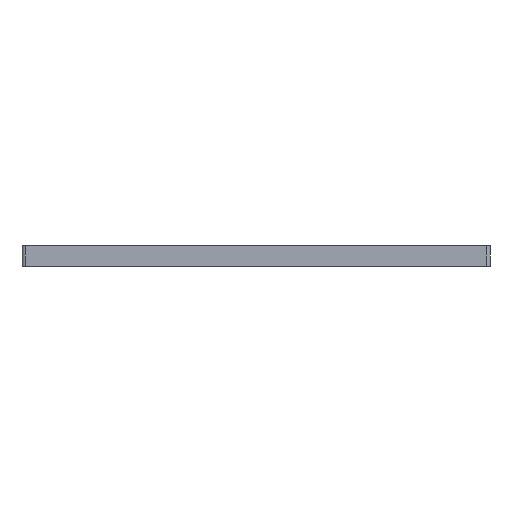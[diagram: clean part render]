
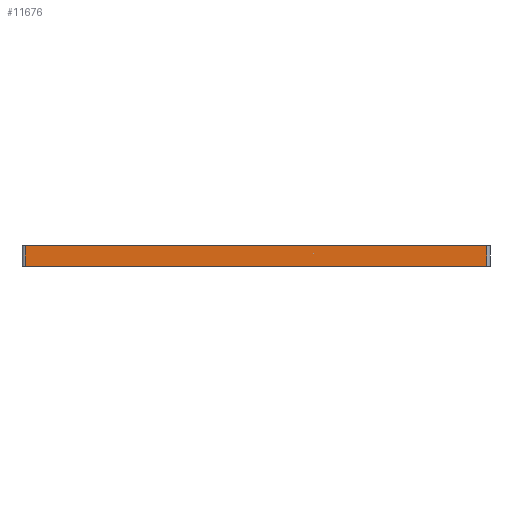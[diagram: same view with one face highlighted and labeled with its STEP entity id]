
A CAD part, front view. The second image highlights one B-rep face of the part: STEP entity #11676.
In plain terms, the highlighted planar face has unit normal (0, -1, 0).
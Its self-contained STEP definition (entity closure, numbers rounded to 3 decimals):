
#334=PLANE('',#12744);
#790=FACE_OUTER_BOUND('',#1481,.T.);
#1481=EDGE_LOOP('',(#9397,#9398,#9399,#9400));
#2364=LINE('',#18165,#3486);
#2542=LINE('',#19047,#3664);
#2543=LINE('',#19049,#3665);
#2544=LINE('',#19050,#3666);
#3486=VECTOR('',#14490,10.);
#3664=VECTOR('',#15412,10.);
#3665=VECTOR('',#15413,10.);
#3666=VECTOR('',#15414,10.);
#5216=VERTEX_POINT('',#18162);
#5217=VERTEX_POINT('',#18164);
#5549=VERTEX_POINT('',#19046);
#5550=VERTEX_POINT('',#19048);
#6542=EDGE_CURVE('',#5216,#5217,#2364,.T.);
#7002=EDGE_CURVE('',#5216,#5549,#2542,.T.);
#7003=EDGE_CURVE('',#5550,#5549,#2543,.T.);
#7004=EDGE_CURVE('',#5217,#5550,#2544,.T.);
#9397=ORIENTED_EDGE('',*,*,#7002,.T.);
#9398=ORIENTED_EDGE('',*,*,#7003,.F.);
#9399=ORIENTED_EDGE('',*,*,#7004,.F.);
#9400=ORIENTED_EDGE('',*,*,#6542,.F.);
#11676=ADVANCED_FACE('',(#790),#334,.F.);
#12744=AXIS2_PLACEMENT_3D('',#19045,#15410,#15411);
#14490=DIRECTION('',(0.,0.,-1.));
#15410=DIRECTION('center_axis',(0.,1.,0.));
#15411=DIRECTION('ref_axis',(-1.,0.,0.));
#15412=DIRECTION('',(-1.,0.,0.));
#15413=DIRECTION('',(0.,0.,1.));
#15414=DIRECTION('',(-1.,0.,0.));
#18162=CARTESIAN_POINT('',(301.,-4.,13.));
#18164=CARTESIAN_POINT('',(301.,-4.,0.));
#18165=CARTESIAN_POINT('',(301.,-4.,0.));
#19045=CARTESIAN_POINT('Origin',(301.,-4.,0.));
#19046=CARTESIAN_POINT('',(2.,-4.,13.));
#19047=CARTESIAN_POINT('',(226.75,-4.,13.));
#19048=CARTESIAN_POINT('',(2.,-4.,0.));
#19049=CARTESIAN_POINT('',(2.,-4.,0.));
#19050=CARTESIAN_POINT('',(301.,-4.,0.));
